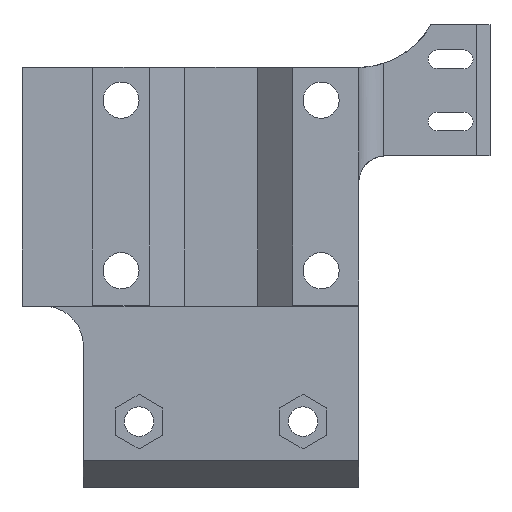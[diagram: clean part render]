
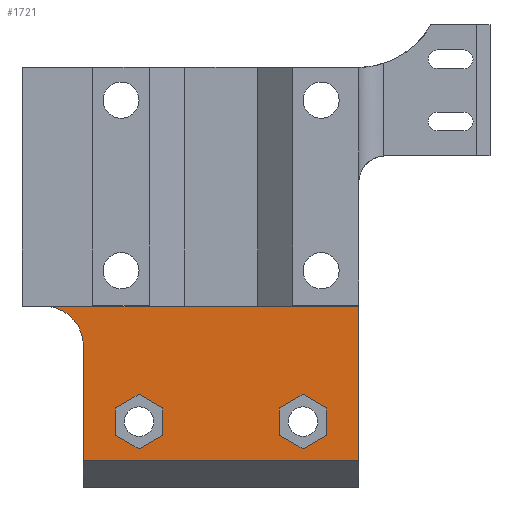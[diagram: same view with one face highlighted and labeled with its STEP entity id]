
A CAD part, front view. The second image highlights one B-rep face of the part: STEP entity #1721.
In plain terms, the highlighted planar face has unit normal (0, -1, 0).
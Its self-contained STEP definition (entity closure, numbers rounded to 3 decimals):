
#91=FACE_BOUND('',#300,.T.);
#92=FACE_BOUND('',#301,.T.);
#109=CIRCLE('',#1801,6.);
#190=FACE_OUTER_BOUND('',#299,.T.);
#299=EDGE_LOOP('',(#1456,#1457,#1458,#1459,#1460,#1461,#1462,#1463));
#300=EDGE_LOOP('',(#1464,#1465,#1466,#1467,#1468,#1469));
#301=EDGE_LOOP('',(#1470,#1471,#1472,#1473,#1474,#1475));
#350=LINE('',#2358,#536);
#373=LINE('',#2421,#559);
#391=LINE('',#2464,#577);
#456=LINE('',#2830,#642);
#461=LINE('',#2839,#647);
#462=LINE('',#2841,#648);
#468=LINE('',#2855,#654);
#469=LINE('',#2859,#655);
#470=LINE('',#2861,#656);
#471=LINE('',#2863,#657);
#472=LINE('',#2865,#658);
#473=LINE('',#2867,#659);
#474=LINE('',#2868,#660);
#475=LINE('',#2871,#661);
#476=LINE('',#2873,#662);
#477=LINE('',#2875,#663);
#478=LINE('',#2877,#664);
#479=LINE('',#2879,#665);
#480=LINE('',#2880,#666);
#536=VECTOR('',#1920,10.);
#559=VECTOR('',#1987,10.);
#577=VECTOR('',#2025,10.);
#642=VECTOR('',#2144,10.);
#647=VECTOR('',#2151,10.);
#648=VECTOR('',#2154,10.);
#654=VECTOR('',#2168,10.);
#655=VECTOR('',#2171,10.);
#656=VECTOR('',#2172,10.);
#657=VECTOR('',#2173,10.);
#658=VECTOR('',#2174,10.);
#659=VECTOR('',#2175,10.);
#660=VECTOR('',#2176,10.);
#661=VECTOR('',#2177,10.);
#662=VECTOR('',#2178,10.);
#663=VECTOR('',#2179,10.);
#664=VECTOR('',#2180,10.);
#665=VECTOR('',#2181,10.);
#666=VECTOR('',#2182,10.);
#726=VERTEX_POINT('',#2355);
#727=VERTEX_POINT('',#2357);
#741=VERTEX_POINT('',#2411);
#742=VERTEX_POINT('',#2412);
#745=VERTEX_POINT('',#2420);
#760=VERTEX_POINT('',#2462);
#826=VERTEX_POINT('',#2828);
#829=VERTEX_POINT('',#2837);
#834=VERTEX_POINT('',#2857);
#835=VERTEX_POINT('',#2858);
#836=VERTEX_POINT('',#2860);
#837=VERTEX_POINT('',#2862);
#838=VERTEX_POINT('',#2864);
#839=VERTEX_POINT('',#2866);
#840=VERTEX_POINT('',#2869);
#841=VERTEX_POINT('',#2870);
#842=VERTEX_POINT('',#2872);
#843=VERTEX_POINT('',#2874);
#844=VERTEX_POINT('',#2876);
#845=VERTEX_POINT('',#2878);
#891=EDGE_CURVE('',#726,#727,#350,.T.);
#918=EDGE_CURVE('',#741,#742,#109,.T.);
#922=EDGE_CURVE('',#745,#742,#373,.T.);
#944=EDGE_CURVE('',#741,#760,#391,.T.);
#1041=EDGE_CURVE('',#726,#826,#456,.T.);
#1046=EDGE_CURVE('',#826,#829,#461,.T.);
#1047=EDGE_CURVE('',#829,#745,#462,.T.);
#1055=EDGE_CURVE('',#727,#760,#468,.T.);
#1056=EDGE_CURVE('',#834,#835,#469,.T.);
#1057=EDGE_CURVE('',#835,#836,#470,.T.);
#1058=EDGE_CURVE('',#836,#837,#471,.T.);
#1059=EDGE_CURVE('',#837,#838,#472,.T.);
#1060=EDGE_CURVE('',#838,#839,#473,.T.);
#1061=EDGE_CURVE('',#839,#834,#474,.T.);
#1062=EDGE_CURVE('',#840,#841,#475,.T.);
#1063=EDGE_CURVE('',#841,#842,#476,.T.);
#1064=EDGE_CURVE('',#842,#843,#477,.T.);
#1065=EDGE_CURVE('',#843,#844,#478,.T.);
#1066=EDGE_CURVE('',#844,#845,#479,.T.);
#1067=EDGE_CURVE('',#845,#840,#480,.T.);
#1456=ORIENTED_EDGE('',*,*,#1055,.F.);
#1457=ORIENTED_EDGE('',*,*,#891,.F.);
#1458=ORIENTED_EDGE('',*,*,#1041,.T.);
#1459=ORIENTED_EDGE('',*,*,#1046,.T.);
#1460=ORIENTED_EDGE('',*,*,#1047,.T.);
#1461=ORIENTED_EDGE('',*,*,#922,.T.);
#1462=ORIENTED_EDGE('',*,*,#918,.F.);
#1463=ORIENTED_EDGE('',*,*,#944,.T.);
#1464=ORIENTED_EDGE('',*,*,#1056,.T.);
#1465=ORIENTED_EDGE('',*,*,#1057,.T.);
#1466=ORIENTED_EDGE('',*,*,#1058,.T.);
#1467=ORIENTED_EDGE('',*,*,#1059,.T.);
#1468=ORIENTED_EDGE('',*,*,#1060,.T.);
#1469=ORIENTED_EDGE('',*,*,#1061,.T.);
#1470=ORIENTED_EDGE('',*,*,#1062,.T.);
#1471=ORIENTED_EDGE('',*,*,#1063,.T.);
#1472=ORIENTED_EDGE('',*,*,#1064,.T.);
#1473=ORIENTED_EDGE('',*,*,#1065,.T.);
#1474=ORIENTED_EDGE('',*,*,#1066,.T.);
#1475=ORIENTED_EDGE('',*,*,#1067,.T.);
#1637=PLANE('',#1847);
#1721=ADVANCED_FACE('',(#190,#91,#92),#1637,.T.);
#1801=AXIS2_PLACEMENT_3D('',#2413,#1979,#1980);
#1847=AXIS2_PLACEMENT_3D('',#2856,#2169,#2170);
#1920=DIRECTION('',(0.,0.,-1.));
#1979=DIRECTION('center_axis',(0.,-1.,0.));
#1980=DIRECTION('ref_axis',(0.707,0.,0.707));
#1987=DIRECTION('',(-1.,0.,0.));
#2025=DIRECTION('',(0.,0.,-1.));
#2144=DIRECTION('',(-1.,0.,0.));
#2151=DIRECTION('',(-1.,0.,0.));
#2154=DIRECTION('',(-1.,0.,0.));
#2168=DIRECTION('',(-1.,0.,0.));
#2169=DIRECTION('center_axis',(0.,-1.,0.));
#2170=DIRECTION('ref_axis',(-1.,0.,0.));
#2171=DIRECTION('',(0.866,0.,0.5));
#2172=DIRECTION('',(0.866,0.,-0.5));
#2173=DIRECTION('',(0.,0.,-1.));
#2174=DIRECTION('',(-0.866,0.,-0.5));
#2175=DIRECTION('',(-0.866,0.,0.5));
#2176=DIRECTION('',(0.,0.,1.));
#2177=DIRECTION('',(-0.866,0.,0.5));
#2178=DIRECTION('',(0.,0.,1.));
#2179=DIRECTION('',(0.866,0.,0.5));
#2180=DIRECTION('',(0.866,0.,-0.5));
#2181=DIRECTION('',(0.,0.,-1.));
#2182=DIRECTION('',(-0.866,0.,-0.5));
#2355=CARTESIAN_POINT('',(21.,9.,-36.4));
#2357=CARTESIAN_POINT('',(21.,9.,-59.959));
#2358=CARTESIAN_POINT('',(21.,9.,0.));
#2411=CARTESIAN_POINT('',(-21.,9.,-42.4));
#2412=CARTESIAN_POINT('',(-27.,9.,-36.4));
#2413=CARTESIAN_POINT('Origin',(-27.,9.,-42.4));
#2420=CARTESIAN_POINT('',(-19.6,9.,-36.4));
#2421=CARTESIAN_POINT('',(10.5,9.,-36.4));
#2462=CARTESIAN_POINT('',(-21.,9.,-59.959));
#2464=CARTESIAN_POINT('',(-21.,9.,0.));
#2828=CARTESIAN_POINT('',(11.085,9.,-36.4));
#2830=CARTESIAN_POINT('',(10.5,9.,-36.4));
#2837=CARTESIAN_POINT('',(-11.085,9.,-36.4));
#2839=CARTESIAN_POINT('',(10.5,9.,-36.4));
#2841=CARTESIAN_POINT('',(10.5,9.,-36.4));
#2855=CARTESIAN_POINT('',(10.5,9.,-59.959));
#2856=CARTESIAN_POINT('Origin',(21.,9.,0.));
#2857=CARTESIAN_POINT('',(8.9,9.,-51.922));
#2858=CARTESIAN_POINT('',(12.5,9.,-49.843));
#2859=CARTESIAN_POINT('',(24.679,9.,-42.812));
#2860=CARTESIAN_POINT('',(16.1,9.,-51.922));
#2861=CARTESIAN_POINT('',(4.896,9.,-45.453));
#2862=CARTESIAN_POINT('',(16.1,9.,-56.078));
#2863=CARTESIAN_POINT('',(16.1,9.,-25.961));
#2864=CARTESIAN_POINT('',(12.5,9.,-58.157));
#2865=CARTESIAN_POINT('',(30.079,9.,-48.008));
#2866=CARTESIAN_POINT('',(8.9,9.,-56.078));
#2867=CARTESIAN_POINT('',(3.096,9.,-52.728));
#2868=CARTESIAN_POINT('',(8.9,9.,-28.039));
#2869=CARTESIAN_POINT('',(-12.5,9.,-58.157));
#2870=CARTESIAN_POINT('',(-16.1,9.,-56.078));
#2871=CARTESIAN_POINT('',(-12.529,9.,-58.14));
#2872=CARTESIAN_POINT('',(-16.1,9.,-51.922));
#2873=CARTESIAN_POINT('',(-16.1,9.,-28.039));
#2874=CARTESIAN_POINT('',(-12.5,9.,-49.843));
#2875=CARTESIAN_POINT('',(9.054,9.,-37.399));
#2876=CARTESIAN_POINT('',(-8.9,9.,-51.922));
#2877=CARTESIAN_POINT('',(-10.729,9.,-50.866));
#2878=CARTESIAN_POINT('',(-8.9,9.,-56.078));
#2879=CARTESIAN_POINT('',(-8.9,9.,-25.961));
#2880=CARTESIAN_POINT('',(14.454,9.,-42.595));
